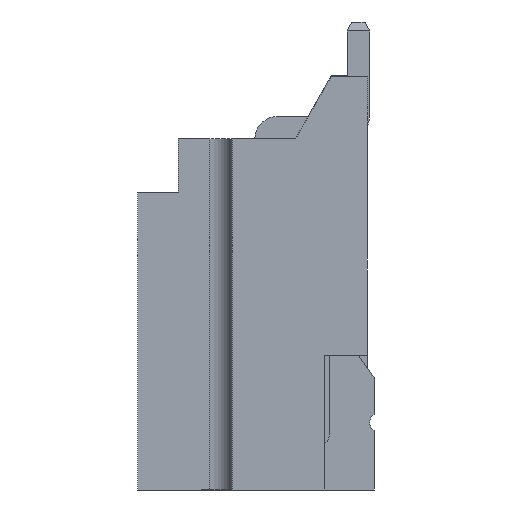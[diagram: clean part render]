
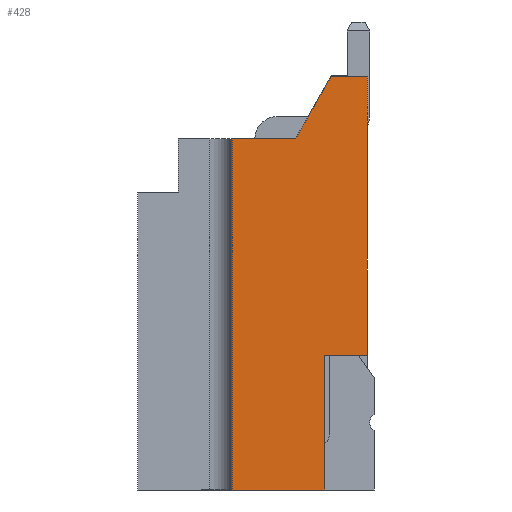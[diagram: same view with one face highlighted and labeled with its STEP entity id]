
A CAD part, left-side view. The second image highlights one B-rep face of the part: STEP entity #428.
In plain terms, the highlighted planar face has unit normal (-1, 0, 0).
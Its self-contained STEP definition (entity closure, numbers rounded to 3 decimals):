
#146=CARTESIAN_POINT('',(0.,0.95,-9.2));
#147=VERTEX_POINT('',#146);
#154=CARTESIAN_POINT('',(0.,3.,-9.2));
#155=VERTEX_POINT('',#154);
#156=CARTESIAN_POINT('',(0.,0.95,-9.2));
#157=DIRECTION('',(0.,1.,0.));
#158=VECTOR('',#157,2.05);
#159=LINE('',#156,#158);
#160=EDGE_CURVE('',#147,#155,#159,.T.);
#316=CARTESIAN_POINT('',(0.,0.8,0.));
#317=VERTEX_POINT('',#316);
#318=CARTESIAN_POINT('',(0.,0.,0.));
#319=VERTEX_POINT('',#318);
#320=CARTESIAN_POINT('',(0.,0.8,0.));
#321=DIRECTION('',(0.,-1.,0.));
#322=VECTOR('',#321,0.8);
#323=LINE('',#320,#322);
#324=EDGE_CURVE('',#317,#319,#323,.T.);
#365=CARTESIAN_POINT('',(0.,1.6,-1.4));
#366=VERTEX_POINT('',#365);
#373=CARTESIAN_POINT('',(0.,1.6,-1.4));
#374=DIRECTION('',(0.,-0.496,0.868));
#375=VECTOR('',#374,1.612);
#376=LINE('',#373,#375);
#377=EDGE_CURVE('',#366,#317,#376,.T.);
#382=CARTESIAN_POINT('',(0.,0.,-9.2));
#383=DIRECTION('',(0.,0.,1.));
#384=DIRECTION('',(-1.,0.,0.));
#385=AXIS2_PLACEMENT_3D('',#382,#384,#383);
#386=PLANE('',#385);
#387=CARTESIAN_POINT('',(0.,0.,-6.2));
#388=VERTEX_POINT('',#387);
#389=CARTESIAN_POINT('',(0.,0.,-6.2));
#390=DIRECTION('',(0.,0.,1.));
#391=VECTOR('',#390,6.2);
#392=LINE('',#389,#391);
#393=EDGE_CURVE('',#388,#319,#392,.T.);
#394=ORIENTED_EDGE('',*,*,#393,.T.);
#395=ORIENTED_EDGE('',*,*,#324,.F.);
#396=ORIENTED_EDGE('',*,*,#377,.F.);
#397=CARTESIAN_POINT('',(0.,3.,-1.4));
#398=VERTEX_POINT('',#397);
#399=CARTESIAN_POINT('',(0.,1.6,-1.4));
#400=DIRECTION('',(0.,1.,0.));
#401=VECTOR('',#400,1.4);
#402=LINE('',#399,#401);
#403=EDGE_CURVE('',#366,#398,#402,.T.);
#404=ORIENTED_EDGE('',*,*,#403,.T.);
#405=CARTESIAN_POINT('',(0.,3.,-1.4));
#406=DIRECTION('',(0.,0.,-1.));
#407=VECTOR('',#406,7.8);
#408=LINE('',#405,#407);
#409=EDGE_CURVE('',#398,#155,#408,.T.);
#410=ORIENTED_EDGE('',*,*,#409,.T.);
#411=ORIENTED_EDGE('',*,*,#160,.F.);
#412=CARTESIAN_POINT('',(0.,0.95,-6.2));
#413=VERTEX_POINT('',#412);
#414=CARTESIAN_POINT('',(0.,0.95,-9.2));
#415=DIRECTION('',(0.,0.,1.));
#416=VECTOR('',#415,3.);
#417=LINE('',#414,#416);
#418=EDGE_CURVE('',#147,#413,#417,.T.);
#419=ORIENTED_EDGE('',*,*,#418,.T.);
#420=CARTESIAN_POINT('',(0.,0.95,-6.2));
#421=DIRECTION('',(0.,-1.,0.));
#422=VECTOR('',#421,0.95);
#423=LINE('',#420,#422);
#424=EDGE_CURVE('',#413,#388,#423,.T.);
#425=ORIENTED_EDGE('',*,*,#424,.T.);
#426=EDGE_LOOP('',(#394,#395,#396,#404,#410,#411,#419,#425));
#427=FACE_OUTER_BOUND('',#426,.T.);
#428=ADVANCED_FACE('',(#427),#386,.T.);
